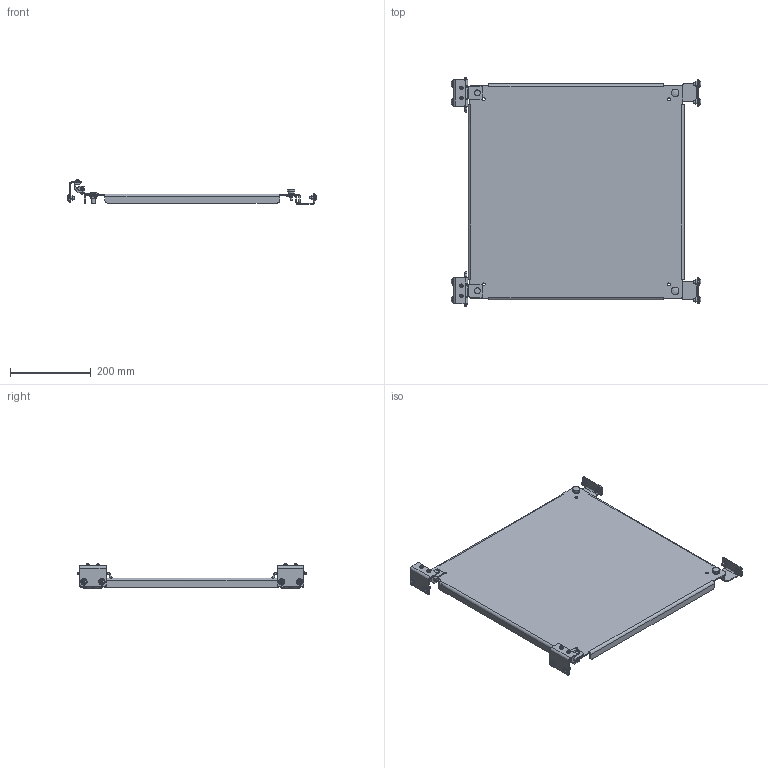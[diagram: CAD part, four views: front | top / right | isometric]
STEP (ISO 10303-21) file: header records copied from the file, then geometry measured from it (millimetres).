
FILE_DESCRIPTION (( 'STEP AP203' ), '1' );
FILE_NAME ('SCE-NADFKSS.step', '2021-01-08T15:57:06', ( 'ADC123' ), ( 'Microsoft' ), 'SwSTEP 2.0', 'SolidWorks 2019', '' );
FILE_SCHEMA (( 'CONFIG_CONTROL_DESIGN' ));
Products named in the file (1): SCE-NADFKSS
Bounding box: 616.9 x 567.41 x 61.16 mm (x, y, z)
Volume: 1098326 mm3; surface area: 721340.5 mm2
Topology: 61 solids, 61 shells, 3266 faces, 8990 edges, 5820 vertices
Faces by surface type: plane 1860, cylinder 746, bspline 490, cone 156, torus 14
Full cylindrical faces by diameter (mm): 3.962 x2, 4.318 x4, 4.775 x2, 4.826 x6, 4.978 x6, 5.156 x4, 5.2 x4, 6.325 x6, 6.35 x30, 7.137 x4, 7.874 x8, 8.382 x8, 8.636 x6, 9.322 x2, 9.347 x2, 9.474 x2, 9.525 x2, 11.1 x8, 11.125 x2, 12.7 x4, 14.732 x2, 15.24 x8, 15.824 x2, 15.875 x8
Entity records: 123792 total; most frequent: CARTESIAN_POINT 50824, ORIENTED_EDGE 17192, DIRECTION 11854, EDGE_CURVE 8596, VERTEX_POINT 5752, AXIS2_PLACEMENT_3D 4407, B_SPLINE_CURVE_WITH_KNOTS 3736, EDGE_LOOP 3702
